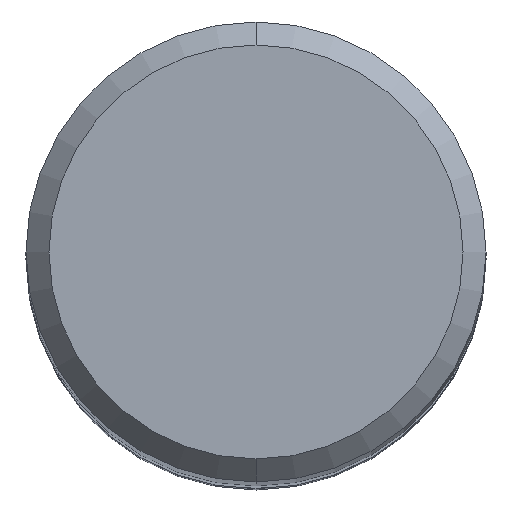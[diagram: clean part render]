
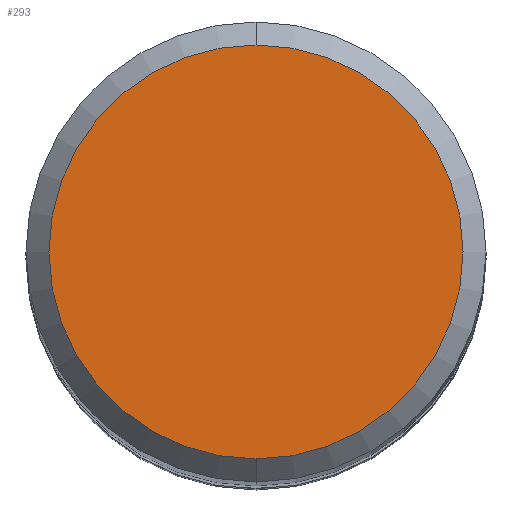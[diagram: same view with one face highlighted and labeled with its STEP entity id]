
A CAD part, top view. The second image highlights one B-rep face of the part: STEP entity #293.
In plain terms, the highlighted planar face has unit normal (0, 0, 1).
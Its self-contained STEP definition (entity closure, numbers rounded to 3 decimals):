
#183=EDGE_CURVE('',#413,#321,#498,.T.);
#203=EDGE_CURVE('',#321,#413,#522,.T.);
#293=ADVANCED_FACE('',(#618),#619,.T.);
#321=VERTEX_POINT('',#648);
#413=VERTEX_POINT('',#751);
#498=CIRCLE('',#839,3.6);
#522=CIRCLE('',#893,3.6);
#618=FACE_OUTER_BOUND('',#1099,.T.);
#619=PLANE('',#1100);
#648=CARTESIAN_POINT('',(0.,-3.6,0.0));
#751=CARTESIAN_POINT('',(0.0,3.6,0.0));
#839=AXIS2_PLACEMENT_3D('',#1492,#1493,#1494);
#893=AXIS2_PLACEMENT_3D('',#1523,#1524,#1525);
#1099=EDGE_LOOP('',(#1594,#1595));
#1100=AXIS2_PLACEMENT_3D('',#1596,#1597,#1598);
#1492=CARTESIAN_POINT('',(0.0,0.0,0.0));
#1493=DIRECTION('',(0.0,0.0,-1.0));
#1494=DIRECTION('',(0.0,1.0,0.0));
#1523=CARTESIAN_POINT('',(0.0,0.0,0.0));
#1524=DIRECTION('',(0.0,0.0,-1.0));
#1525=DIRECTION('',(0.0,1.0,0.0));
#1594=ORIENTED_EDGE('',*,*,#183,.F.);
#1595=ORIENTED_EDGE('',*,*,#203,.F.);
#1596=CARTESIAN_POINT('',(0.0,1.8,0.0));
#1597=DIRECTION('',(-0.0,0.0,1.0));
#1598=DIRECTION('',(0.0,-1.0,0.0));
